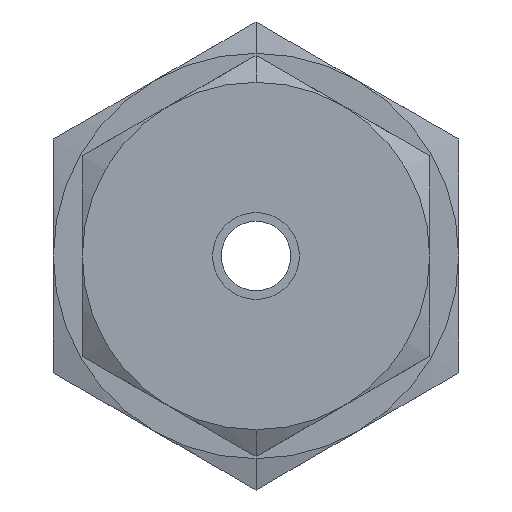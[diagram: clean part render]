
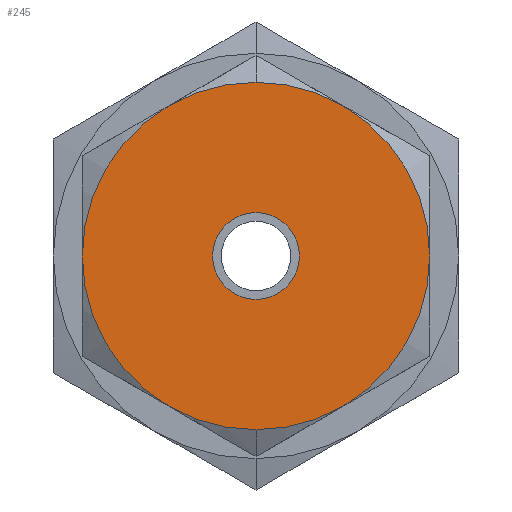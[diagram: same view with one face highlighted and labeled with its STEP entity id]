
A CAD part, left-side view. The second image highlights one B-rep face of the part: STEP entity #245.
In plain terms, the highlighted planar face has unit normal (-1, 0, 0).
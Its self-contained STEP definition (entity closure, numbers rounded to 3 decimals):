
#245 = ADVANCED_FACE ( 'NONE', ( #6005, #5448 ), #1427, .T. ) ;
#336 = ORIENTED_EDGE ( 'NONE', *, *, #2296, .T. ) ;
#377 = CARTESIAN_POINT ( 'NONE',  ( 0., 0., 0. ) ) ;
#1046 = ORIENTED_EDGE ( 'NONE', *, *, #1863, .T. ) ;
#1350 = AXIS2_PLACEMENT_3D ( 'NONE', #3575, #5829, #4014 ) ;
#1427 = PLANE ( 'NONE',  #5759 ) ;
#1863 = EDGE_CURVE ( 'NONE', #5587, #5485, #5898, .T. ) ;
#1883 = CARTESIAN_POINT ( 'NONE',  ( 0., 0., -1.5 ) ) ;
#1900 = CARTESIAN_POINT ( 'NONE',  ( 0., 0., -6. ) ) ;
#2129 = DIRECTION ( 'NONE',  ( 1., 0., 0. ) ) ;
#2178 = CARTESIAN_POINT ( 'NONE',  ( 0., 0., 6. ) ) ;
#2296 = EDGE_CURVE ( 'NONE', #5485, #5587, #5301, .T. ) ;
#2532 = EDGE_LOOP ( 'NONE', ( #1046, #336 ) ) ;
#2761 = DIRECTION ( 'NONE',  ( 0., 0., -1. ) ) ;
#3067 = DIRECTION ( 'NONE',  ( 0., 0., -1. ) ) ;
#3178 = AXIS2_PLACEMENT_3D ( 'NONE', #6248, #4580, #5624 ) ;
#3190 = DIRECTION ( 'NONE',  ( 0., 0., 1. ) ) ;
#3575 = CARTESIAN_POINT ( 'NONE',  ( 0., 0., 0. ) ) ;
#3680 = DIRECTION ( 'NONE',  ( -1., 0., 0. ) ) ;
#3858 = EDGE_CURVE ( 'NONE', #5747, #5293, #4526, .T. ) ;
#4014 = DIRECTION ( 'NONE',  ( 0., 0., 1. ) ) ;
#4279 = CIRCLE ( 'NONE', #6992, 6. ) ;
#4320 = CARTESIAN_POINT ( 'NONE',  ( 0., 0., 0. ) ) ;
#4526 = CIRCLE ( 'NONE', #1350, 6. ) ;
#4580 = DIRECTION ( 'NONE',  ( 1., 0., 0. ) ) ;
#5293 = VERTEX_POINT ( 'NONE', #1900 ) ;
#5301 = CIRCLE ( 'NONE', #3178, 1.5 ) ;
#5448 = FACE_OUTER_BOUND ( 'NONE', #7135, .T. ) ;
#5485 = VERTEX_POINT ( 'NONE', #5847 ) ;
#5587 = VERTEX_POINT ( 'NONE', #1883 ) ;
#5624 = DIRECTION ( 'NONE',  ( 0., 0., 1. ) ) ;
#5671 = ORIENTED_EDGE ( 'NONE', *, *, #3858, .F. ) ;
#5682 = EDGE_CURVE ( 'NONE', #5293, #5747, #4279, .T. ) ;
#5747 = VERTEX_POINT ( 'NONE', #2178 ) ;
#5759 = AXIS2_PLACEMENT_3D ( 'NONE', #7079, #3680, #3190 ) ;
#5829 = DIRECTION ( 'NONE',  ( 1., 0., 0. ) ) ;
#5847 = CARTESIAN_POINT ( 'NONE',  ( 0., 0., 1.5 ) ) ;
#5898 = CIRCLE ( 'NONE', #6716, 1.5 ) ;
#5994 = DIRECTION ( 'NONE',  ( 1., 0., 0. ) ) ;
#6005 = FACE_BOUND ( 'NONE', #2532, .T. ) ;
#6248 = CARTESIAN_POINT ( 'NONE',  ( 0., 0., 0. ) ) ;
#6716 = AXIS2_PLACEMENT_3D ( 'NONE', #377, #2129, #2761 ) ;
#6992 = AXIS2_PLACEMENT_3D ( 'NONE', #4320, #5994, #3067 ) ;
#7079 = CARTESIAN_POINT ( 'NONE',  ( 0., 0., 3. ) ) ;
#7135 = EDGE_LOOP ( 'NONE', ( #5671, #7166 ) ) ;
#7166 = ORIENTED_EDGE ( 'NONE', *, *, #5682, .F. ) ;
